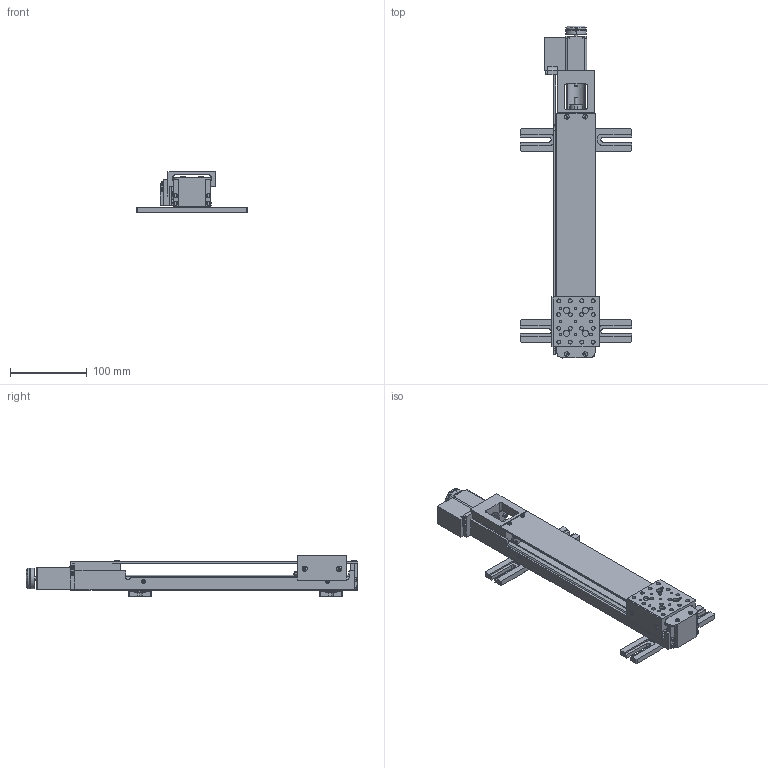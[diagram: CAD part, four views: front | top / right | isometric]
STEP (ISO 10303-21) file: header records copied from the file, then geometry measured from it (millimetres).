
FILE_DESCRIPTION(/* description */ (''),/* implementation_level */ '2;1');
FILE_NAME(/* name */ '03_TS220-SM21',/* time_stamp */ '2025-09-02T10:58:03+03:00',/* author */ (''),/* organization */ (''),/* preprocessor_version */ 'ST-DEVELOPER v16.5',/* originating_system */ 'Rhino 7.34',/* authorisation */ '');
FILE_SCHEMA (('AUTOMOTIVE_DESIGN'));
Length unit declared in the file: millimetre
Products named in the file (1): Document
Bounding box: 145 x 433.5 x 53.5 mm (x, y, z)
Volume: 459221.1 mm3; surface area: 194396 mm2
Topology: 1 solids, 1 shells, 1330 faces, 3756 edges, 2491 vertices
Faces by surface type: plane 723, cylinder 386, bspline 221
Entity records: 47734 total; most frequent: CARTESIAN_POINT 24073, ORIENTED_EDGE 7420, EDGE_CURVE 3710, VERTEX_POINT 2491, B_SPLINE_CURVE_WITH_KNOTS 2248, EDGE_LOOP 1555, ADVANCED_FACE 1330, FACE_OUTER_BOUND 1330
